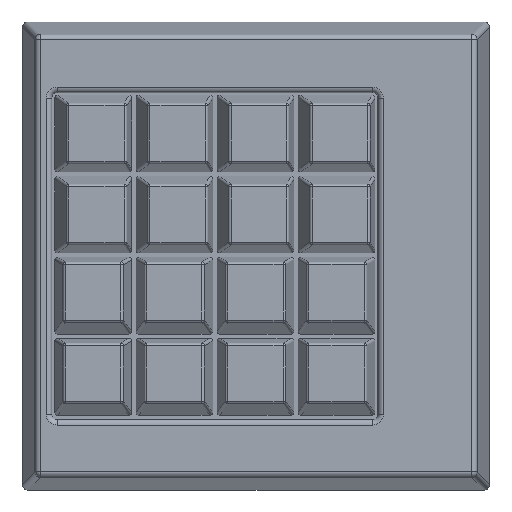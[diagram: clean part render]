
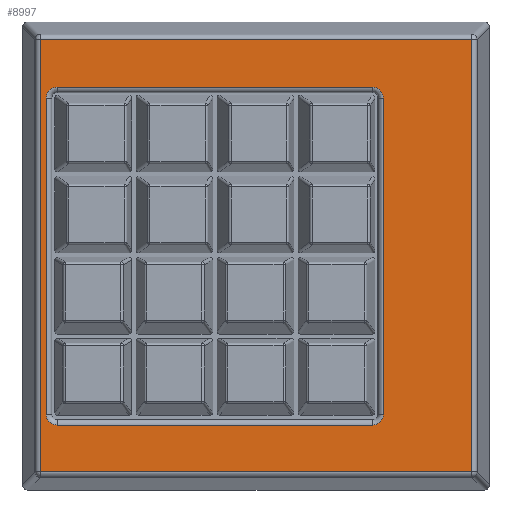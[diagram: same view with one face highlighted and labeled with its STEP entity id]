
A CAD part, top view. The second image highlights one B-rep face of the part: STEP entity #8997.
In plain terms, the highlighted planar face has unit normal (0, 0, 1).
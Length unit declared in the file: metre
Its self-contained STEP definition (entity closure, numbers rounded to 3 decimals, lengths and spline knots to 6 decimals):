
#351=CIRCLE('',#9789,0.00254);
#352=CIRCLE('',#9790,0.00254);
#353=CIRCLE('',#9791,0.00254);
#354=CIRCLE('',#9792,0.00254);
#2385=ORIENTED_EDGE('',*,*,#4043,.T.);
#2386=ORIENTED_EDGE('',*,*,#4044,.T.);
#2387=ORIENTED_EDGE('',*,*,#4045,.T.);
#2388=ORIENTED_EDGE('',*,*,#4046,.T.);
#2389=ORIENTED_EDGE('',*,*,#4047,.T.);
#2390=ORIENTED_EDGE('',*,*,#4048,.T.);
#2391=ORIENTED_EDGE('',*,*,#4049,.T.);
#2392=ORIENTED_EDGE('',*,*,#4050,.T.);
#2393=ORIENTED_EDGE('',*,*,#4051,.T.);
#2394=ORIENTED_EDGE('',*,*,#4052,.T.);
#2395=ORIENTED_EDGE('',*,*,#4053,.T.);
#2396=ORIENTED_EDGE('',*,*,#4054,.T.);
#4043=EDGE_CURVE('',#4948,#4949,#351,.F.);
#4044=EDGE_CURVE('',#4949,#4950,#5813,.F.);
#4045=EDGE_CURVE('',#4950,#4951,#352,.F.);
#4046=EDGE_CURVE('',#4951,#4952,#5814,.T.);
#4047=EDGE_CURVE('',#4952,#4953,#353,.F.);
#4048=EDGE_CURVE('',#4953,#4954,#5815,.T.);
#4049=EDGE_CURVE('',#4954,#4955,#354,.F.);
#4050=EDGE_CURVE('',#4955,#4948,#5816,.F.);
#4051=EDGE_CURVE('',#4956,#4957,#5817,.F.);
#4052=EDGE_CURVE('',#4957,#4958,#5818,.F.);
#4053=EDGE_CURVE('',#4958,#4959,#5819,.T.);
#4054=EDGE_CURVE('',#4959,#4956,#5820,.T.);
#4948=VERTEX_POINT('',#14404);
#4949=VERTEX_POINT('',#14405);
#4950=VERTEX_POINT('',#14407);
#4951=VERTEX_POINT('',#14409);
#4952=VERTEX_POINT('',#14411);
#4953=VERTEX_POINT('',#14413);
#4954=VERTEX_POINT('',#14415);
#4955=VERTEX_POINT('',#14417);
#4956=VERTEX_POINT('',#14420);
#4957=VERTEX_POINT('',#14421);
#4958=VERTEX_POINT('',#14423);
#4959=VERTEX_POINT('',#14425);
#5813=LINE('',#14406,#6490);
#5814=LINE('',#14410,#6491);
#5815=LINE('',#14414,#6492);
#5816=LINE('',#14418,#6493);
#5817=LINE('',#14419,#6494);
#5818=LINE('',#14422,#6495);
#5819=LINE('',#14424,#6496);
#5820=LINE('',#14426,#6497);
#6490=VECTOR('',#11664,1.);
#6491=VECTOR('',#11667,1.);
#6492=VECTOR('',#11670,1.);
#6493=VECTOR('',#11673,1.);
#6494=VECTOR('',#11674,1.);
#6495=VECTOR('',#11675,1.);
#6496=VECTOR('',#11676,1.);
#6497=VECTOR('',#11677,1.);
#6963=EDGE_LOOP('',(#2385,#2386,#2387,#2388,#2389,#2390,#2391,#2392));
#6964=EDGE_LOOP('',(#2393,#2394,#2395,#2396));
#7868=FACE_BOUND('',#6963,.T.);
#7869=FACE_BOUND('',#6964,.T.);
#8693=PLANE('',#9788);
#8997=ADVANCED_FACE('',(#7868,#7869),#8693,.T.);
#9788=AXIS2_PLACEMENT_3D('',#14402,#11660,#11661);
#9789=AXIS2_PLACEMENT_3D('',#14403,#11662,#11663);
#9790=AXIS2_PLACEMENT_3D('',#14408,#11665,#11666);
#9791=AXIS2_PLACEMENT_3D('',#14412,#11668,#11669);
#9792=AXIS2_PLACEMENT_3D('',#14416,#11671,#11672);
#11660=DIRECTION('',(0.,0.,1.));
#11661=DIRECTION('',(1.,0.,0.));
#11662=DIRECTION('',(0.,0.,1.));
#11663=DIRECTION('',(1.,0.,0.));
#11664=DIRECTION('',(0.,-1.,0.));
#11665=DIRECTION('',(0.,0.,1.));
#11666=DIRECTION('',(1.,0.,0.));
#11667=DIRECTION('',(1.,0.,0.));
#11668=DIRECTION('',(0.,0.,1.));
#11669=DIRECTION('',(1.,0.,0.));
#11670=DIRECTION('',(0.,-1.,0.));
#11671=DIRECTION('',(0.,0.,1.));
#11672=DIRECTION('',(1.,0.,0.));
#11673=DIRECTION('',(1.,0.,0.));
#11674=DIRECTION('',(0.,-1.,0.));
#11675=DIRECTION('',(1.,0.,0.));
#11676=DIRECTION('',(0.,-1.,0.));
#11677=DIRECTION('',(1.,0.,0.));
#14402=CARTESIAN_POINT('',(-0.0418,0.014115,0.020638));
#14403=CARTESIAN_POINT('',(-0.08853,-0.023116,0.020638));
#14404=CARTESIAN_POINT('',(-0.08853,-0.025656,0.020638));
#14405=CARTESIAN_POINT('',(-0.09107,-0.023116,0.020638));
#14406=CARTESIAN_POINT('',(-0.09107,0.014115,0.020638));
#14407=CARTESIAN_POINT('',(-0.09107,0.051196,0.020638));
#14408=CARTESIAN_POINT('',(-0.08853,0.051196,0.020638));
#14409=CARTESIAN_POINT('',(-0.08853,0.053736,0.020638));
#14410=CARTESIAN_POINT('',(-0.01442,0.053736,0.020638));
#14411=CARTESIAN_POINT('',(-0.01442,0.053736,0.020638));
#14412=CARTESIAN_POINT('',(-0.01442,0.051196,0.020638));
#14413=CARTESIAN_POINT('',(-0.01188,0.051196,0.020638));
#14414=CARTESIAN_POINT('',(-0.01188,-0.023116,0.020638));
#14415=CARTESIAN_POINT('',(-0.01188,-0.023116,0.020638));
#14416=CARTESIAN_POINT('',(-0.01442,-0.023116,0.020638));
#14417=CARTESIAN_POINT('',(-0.01442,-0.025656,0.020638));
#14418=CARTESIAN_POINT('',(-0.0418,-0.025656,0.020638));
#14419=CARTESIAN_POINT('',(0.008855,0.014115,0.020638));
#14420=CARTESIAN_POINT('',(0.008855,-0.036641,0.020638));
#14421=CARTESIAN_POINT('',(0.008855,0.064871,0.020638));
#14422=CARTESIAN_POINT('',(-0.0418,0.064871,0.020638));
#14423=CARTESIAN_POINT('',(-0.092455,0.064871,0.020638));
#14424=CARTESIAN_POINT('',(-0.092455,-0.036658,0.020638));
#14425=CARTESIAN_POINT('',(-0.092455,-0.036641,0.020638));
#14426=CARTESIAN_POINT('',(0.008872,-0.036641,0.020638));
